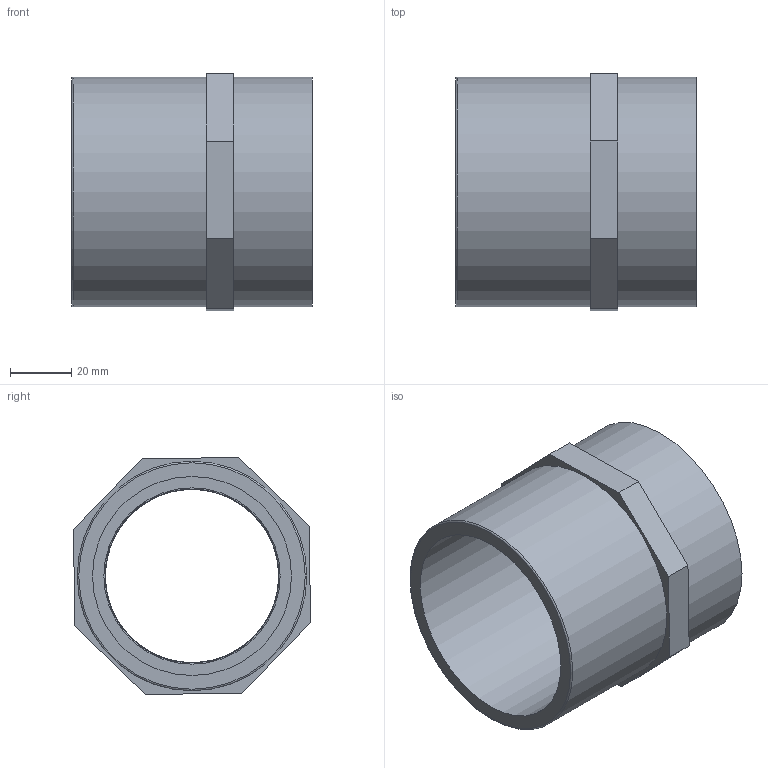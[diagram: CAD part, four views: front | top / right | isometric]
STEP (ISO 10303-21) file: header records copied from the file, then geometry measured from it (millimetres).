
FILE_DESCRIPTION(/* description */ (''),/* implementation_level */ '2;1');
FILE_NAME(/* name */ 'SF12075G.ipt.stp',/* time_stamp */ '2017-02-10T10:11:33+01:00',/* author */ ('Eugenio'),/* organization */ (''),/* preprocessor_version */ 'ST-DEVELOPER v16.5',/* originating_system */ 'Autodesk Inventor 2017',/* authorisation */ '');
FILE_SCHEMA (('AUTOMOTIVE_DESIGN { 1 0 10303 214 3 1 1 }'));
Length unit declared in the file: millimetre
Products named in the file (1): SF12075G
Bounding box: 78.7 x 77.53 x 77.53 mm (x, y, z)
Volume: 109660.9 mm3; surface area: 51957.6 mm2
Topology: 2 solids, 2 shells, 30 faces, 65 edges, 43 vertices
Faces by surface type: plane 16, cylinder 7, bspline 6, torus 1
Full cylindrical faces by diameter (mm): 57.616 x1, 59.61 x2, 65 x1, 75 x2
Entity records: 5917 total; most frequent: CARTESIAN_POINT 5293, ORIENTED_EDGE 116, DIRECTION 104, EDGE_CURVE 58, EDGE_LOOP 45, VERTEX_POINT 43, AXIS2_PLACEMENT_3D 40, FACE_OUTER_BOUND 30
